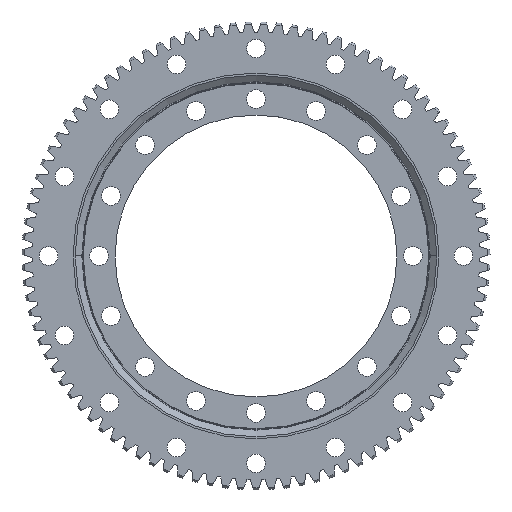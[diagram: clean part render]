
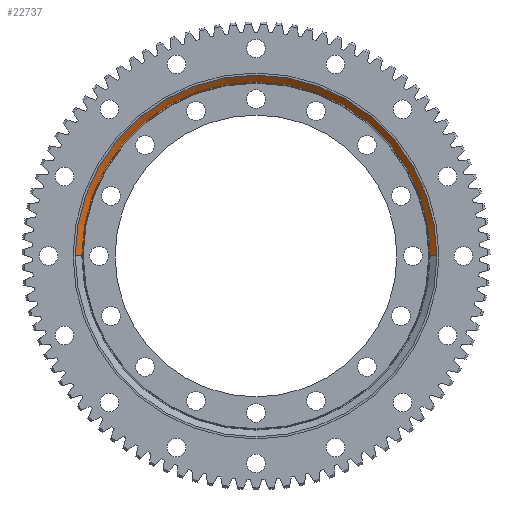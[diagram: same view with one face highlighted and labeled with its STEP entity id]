
A CAD part, front view. The second image highlights one B-rep face of the part: STEP entity #22737.
In plain terms, the highlighted conical face has half-angle 49.914 degrees and reference radius 170.012 mm.
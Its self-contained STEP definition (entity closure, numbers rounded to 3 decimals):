
#1036 = AXIS2_PLACEMENT_3D ( 'NONE', #9225, #20408, #7337 ) ;
#1207 = ORIENTED_EDGE ( 'NONE', *, *, #5525, .F. ) ;
#1902 = VERTEX_POINT ( 'NONE', #10689 ) ;
#2307 = EDGE_CURVE ( 'NONE', #13877, #1902, #17893, .T. ) ;
#2463 = VECTOR ( 'NONE', #11746, 1000. ) ;
#2592 = EDGE_LOOP ( 'NONE', ( #19864, #17406, #18736, #1207 ) ) ;
#4516 = VERTEX_POINT ( 'NONE', #14520 ) ;
#5192 = EDGE_CURVE ( 'NONE', #13877, #22165, #23109, .T. ) ;
#5525 = EDGE_CURVE ( 'NONE', #22165, #4516, #6417, .T. ) ;
#5608 = CARTESIAN_POINT ( 'NONE',  ( 0., -22.05, 0. ) ) ;
#6417 = CIRCLE ( 'NONE', #14408, 170.013 ) ;
#7157 = CARTESIAN_POINT ( 'NONE',  ( -170.013, -22.05, 0. ) ) ;
#7337 = DIRECTION ( 'NONE',  ( -1., 0., 0. ) ) ;
#7423 = LINE ( 'NONE', #20941, #2463 ) ;
#7548 = CARTESIAN_POINT ( 'NONE',  ( 0., -22.05, 0. ) ) ;
#9225 = CARTESIAN_POINT ( 'NONE',  ( 0., -17., 0. ) ) ;
#10370 = AXIS2_PLACEMENT_3D ( 'NONE', #7548, #22455, #20613 ) ;
#10689 = CARTESIAN_POINT ( 'NONE',  ( 164.012, -17., 0. ) ) ;
#11357 = CARTESIAN_POINT ( 'NONE',  ( -170.013, -22.05, 0. ) ) ;
#11746 = DIRECTION ( 'NONE',  ( 0.765, -0.644, 0. ) ) ;
#12611 = EDGE_CURVE ( 'NONE', #1902, #4516, #7423, .T. ) ;
#13725 = VECTOR ( 'NONE', #17520, 1000. ) ;
#13877 = VERTEX_POINT ( 'NONE', #20182 ) ;
#14408 = AXIS2_PLACEMENT_3D ( 'NONE', #5608, #16812, #21043 ) ;
#14520 = CARTESIAN_POINT ( 'NONE',  ( 170.013, -22.05, 0. ) ) ;
#15153 = CONICAL_SURFACE ( 'NONE', #10370, 170.013, 0.871 ) ;
#16812 = DIRECTION ( 'NONE',  ( 0., 1., 0. ) ) ;
#17406 = ORIENTED_EDGE ( 'NONE', *, *, #2307, .T. ) ;
#17520 = DIRECTION ( 'NONE',  ( -0.765, -0.644, 0. ) ) ;
#17893 = CIRCLE ( 'NONE', #1036, 164.012 ) ;
#18736 = ORIENTED_EDGE ( 'NONE', *, *, #12611, .T. ) ;
#19864 = ORIENTED_EDGE ( 'NONE', *, *, #5192, .F. ) ;
#20182 = CARTESIAN_POINT ( 'NONE',  ( -164.012, -17., 0. ) ) ;
#20375 = FACE_OUTER_BOUND ( 'NONE', #2592, .T. ) ;
#20408 = DIRECTION ( 'NONE',  ( 0., 1., 0. ) ) ;
#20613 = DIRECTION ( 'NONE',  ( 1., 0., 0. ) ) ;
#20941 = CARTESIAN_POINT ( 'NONE',  ( 170.013, -22.05, 0. ) ) ;
#21043 = DIRECTION ( 'NONE',  ( -1., 0., 0. ) ) ;
#22165 = VERTEX_POINT ( 'NONE', #11357 ) ;
#22455 = DIRECTION ( 'NONE',  ( 0., -1., 0. ) ) ;
#22737 = ADVANCED_FACE ( 'NONE', ( #20375 ), #15153, .F. ) ;
#23109 = LINE ( 'NONE', #7157, #13725 ) ;
